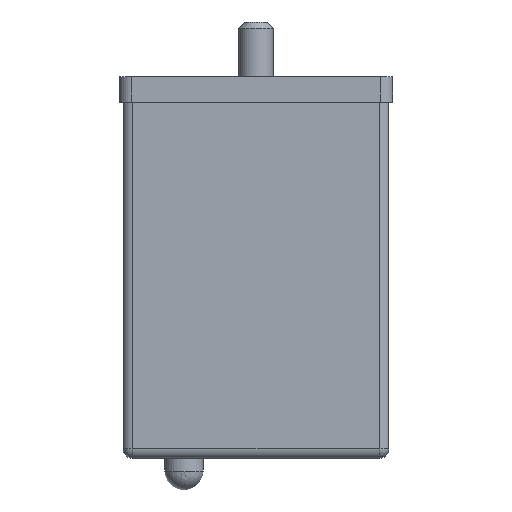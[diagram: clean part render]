
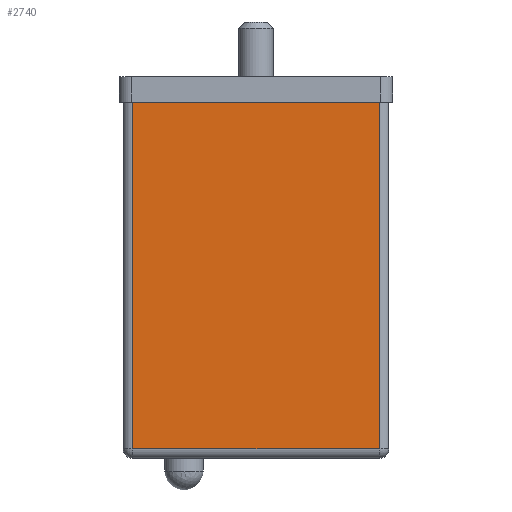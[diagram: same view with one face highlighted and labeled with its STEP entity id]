
A CAD part, left-side view. The second image highlights one B-rep face of the part: STEP entity #2740.
In plain terms, the highlighted planar face has unit normal (-1, 0, 0).
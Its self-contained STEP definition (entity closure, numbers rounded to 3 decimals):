
#149 = EDGE_CURVE ( 'NONE', #3753, #3752, #3888, .T. ) ;
#150 = EDGE_CURVE ( 'NONE', #3754, #3753, #3922, .T. ) ;
#151 = EDGE_CURVE ( 'NONE', #3751, #3752, #3923, .T. ) ;
#152 = EDGE_CURVE ( 'NONE', #3751, #3754, #3924, .T. ) ;
#787 = CARTESIAN_POINT ( 'NONE',  ( -13.7, 10.45, 28. ) ) ;
#791 = DIRECTION ( 'NONE',  ( 0., 1., 0. ) ) ;
#792 = DIRECTION ( 'NONE',  ( 1., 0., 0. ) ) ;
#794 = PLANE ( 'NONE',  #4578 ) ;
#2248 = CARTESIAN_POINT ( 'NONE',  ( -13.7, 9.7, 0.75 ) ) ;
#2249 = CARTESIAN_POINT ( 'NONE',  ( -13.7, -9.7, 0.75 ) ) ;
#2250 = CARTESIAN_POINT ( 'NONE',  ( -13.7, -9.7, 28. ) ) ;
#2251 = CARTESIAN_POINT ( 'NONE',  ( -13.7, 9.7, 28. ) ) ;
#2740 = ADVANCED_FACE ( 'NONE', ( #4989 ), #794, .F. ) ;
#3153 = DIRECTION ( 'NONE',  ( 0., 0., -1. ) ) ;
#3154 = CARTESIAN_POINT ( 'NONE',  ( -13.7, 9.7, 28. ) ) ;
#3155 = DIRECTION ( 'NONE',  ( 0., -1., 0. ) ) ;
#3159 = CARTESIAN_POINT ( 'NONE',  ( -13.7, 10.45, 28. ) ) ;
#3160 = DIRECTION ( 'NONE',  ( 0., -1., 0. ) ) ;
#3161 = CARTESIAN_POINT ( 'NONE',  ( -13.7, 10.45, 0.75 ) ) ;
#3162 = DIRECTION ( 'NONE',  ( 0., 0., 1. ) ) ;
#3163 = CARTESIAN_POINT ( 'NONE',  ( -13.7, -9.7, 28. ) ) ;
#3751 = VERTEX_POINT ( 'NONE', #2251 ) ;
#3752 = VERTEX_POINT ( 'NONE', #2250 ) ;
#3753 = VERTEX_POINT ( 'NONE', #2249 ) ;
#3754 = VERTEX_POINT ( 'NONE', #2248 ) ;
#3888 = LINE ( 'NONE', #3163, #6515 ) ;
#3922 = LINE ( 'NONE', #3161, #6513 ) ;
#3923 = LINE ( 'NONE', #3159, #6511 ) ;
#3924 = LINE ( 'NONE', #3154, #6510 ) ;
#4578 = AXIS2_PLACEMENT_3D ( 'NONE', #787, #792, #791 ) ;
#4989 = FACE_OUTER_BOUND ( 'NONE', #5172, .T. ) ;
#5172 = EDGE_LOOP ( 'NONE', ( #6159, #6156, #6157, #6155 ) ) ;
#6155 = ORIENTED_EDGE ( 'NONE', *, *, #152, .T. ) ;
#6156 = ORIENTED_EDGE ( 'NONE', *, *, #149, .T. ) ;
#6157 = ORIENTED_EDGE ( 'NONE', *, *, #151, .F. ) ;
#6159 = ORIENTED_EDGE ( 'NONE', *, *, #150, .T. ) ;
#6510 = VECTOR ( 'NONE', #3153, 1000. ) ;
#6511 = VECTOR ( 'NONE', #3155, 1000. ) ;
#6513 = VECTOR ( 'NONE', #3160, 1000. ) ;
#6515 = VECTOR ( 'NONE', #3162, 1000. ) ;
